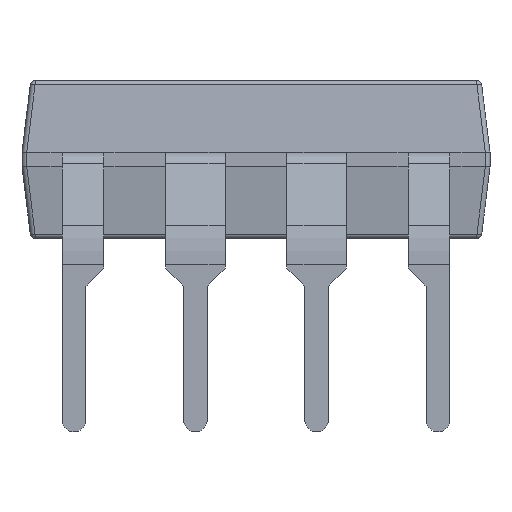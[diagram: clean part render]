
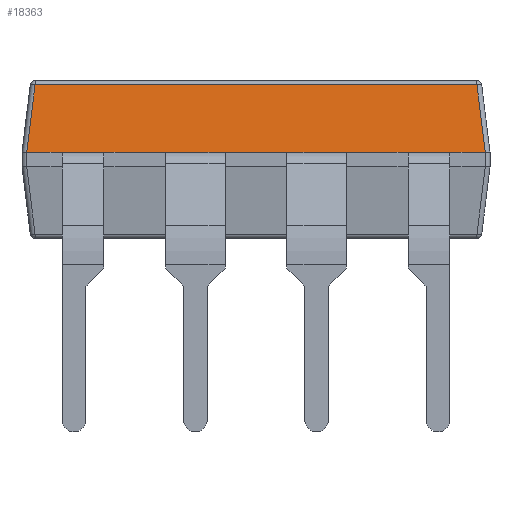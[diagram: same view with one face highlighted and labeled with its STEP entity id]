
A CAD part, front view. The second image highlights one B-rep face of the part: STEP entity #18363.
In plain terms, the highlighted planar face has unit normal (0, -0.993, 0.122).
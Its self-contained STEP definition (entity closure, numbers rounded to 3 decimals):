
#167 = CARTESIAN_POINT ( 'NONE',  ( 3.185, -3.3, 1.8 ) ) ;
#432 = DIRECTION ( 'NONE',  ( 0., 0.993, -0.122 ) ) ;
#713 = EDGE_CURVE ( 'NONE', #5830, #2966, #26784, .T. ) ;
#730 = PLANE ( 'NONE',  #7263 ) ;
#1218 = DIRECTION ( 'NONE',  ( -1., 0., 0. ) ) ;
#1649 = CARTESIAN_POINT ( 'NONE',  ( 4.8, -3.3, 1.8 ) ) ;
#1919 = CARTESIAN_POINT ( 'NONE',  ( -4.06, -3.3, 1.8 ) ) ;
#2135 = DIRECTION ( 'NONE',  ( -1., 0., 0. ) ) ;
#2204 = CARTESIAN_POINT ( 'NONE',  ( 4.549, -3.048, 3.85 ) ) ;
#2779 =( BOUNDED_CURVE ( )  B_SPLINE_CURVE ( 3, ( #10492, #15143, #1649, #6133 ),
 .UNSPECIFIED., .F., .T. ) 
 B_SPLINE_CURVE_WITH_KNOTS ( ( 4, 4 ),
 ( 0., 0.007 ),
 .UNSPECIFIED. ) 
 CURVE ( )  GEOMETRIC_REPRESENTATION_ITEM ( )  RATIONAL_B_SPLINE_CURVE ( ( 1., 1., 1., 1. ) ) 
 REPRESENTATION_ITEM ( '' )  );
#2859 = ORIENTED_EDGE ( 'NONE', *, *, #20746, .F. ) ;
#2966 = VERTEX_POINT ( 'NONE', #24560 ) ;
#3136 = CARTESIAN_POINT ( 'NONE',  ( 0., -3.116, 3.3 ) ) ;
#3312 = ORIENTED_EDGE ( 'NONE', *, *, #18378, .T. ) ;
#3452 = DIRECTION ( 'NONE',  ( -1., 0., 0. ) ) ;
#3509 = VECTOR ( 'NONE', #13276, 1000. ) ;
#3685 = LINE ( 'NONE', #4387, #22698 ) ;
#3783 = DIRECTION ( 'NONE',  ( -1., 0., 0. ) ) ;
#4387 = CARTESIAN_POINT ( 'NONE',  ( -4.549, -3.048, 3.85 ) ) ;
#4408 = ORIENTED_EDGE ( 'NONE', *, *, #12678, .T. ) ;
#4652 = DIRECTION ( 'NONE',  ( -1., 0., 0. ) ) ;
#4873 = VERTEX_POINT ( 'NONE', #12089 ) ;
#4993 = LINE ( 'NONE', #9490, #25091 ) ;
#5450 = ORIENTED_EDGE ( 'NONE', *, *, #14303, .T. ) ;
#5458 = CARTESIAN_POINT ( 'NONE',  ( -1.895, -3.3, 1.8 ) ) ;
#5524 = ORIENTED_EDGE ( 'NONE', *, *, #25148, .F. ) ;
#5608 = ORIENTED_EDGE ( 'NONE', *, *, #25298, .F. ) ;
#5830 = VERTEX_POINT ( 'NONE', #1919 ) ;
#6069 = VERTEX_POINT ( 'NONE', #26841 ) ;
#6131 = EDGE_CURVE ( 'NONE', #24515, #17057, #29720, .T. ) ;
#6133 = CARTESIAN_POINT ( 'NONE',  ( 4.801, -3.3, 1.8 ) ) ;
#6832 = DIRECTION ( 'NONE',  ( -1., 0., 0. ) ) ;
#7003 = LINE ( 'NONE', #2204, #19155 ) ;
#7263 = AXIS2_PLACEMENT_3D ( 'NONE', #3136, #432, #9599 ) ;
#7539 = VECTOR ( 'NONE', #1218, 1000. ) ;
#8737 = CARTESIAN_POINT ( 'NONE',  ( -4.8, -3.3, 1.8 ) ) ;
#8987 = VERTEX_POINT ( 'NONE', #25145 ) ;
#9137 = VERTEX_POINT ( 'NONE', #5458 ) ;
#9178 = CARTESIAN_POINT ( 'NONE',  ( -4.8, -3.3, 1.8 ) ) ;
#9490 = CARTESIAN_POINT ( 'NONE',  ( 0.645, -3.3, 1.8 ) ) ;
#9493 = EDGE_CURVE ( 'NONE', #11558, #26770, #7003, .T. ) ;
#9566 = VERTEX_POINT ( 'NONE', #25781 ) ;
#9599 = DIRECTION ( 'NONE',  ( 1., 0., 0. ) ) ;
#9931 = VERTEX_POINT ( 'NONE', #29555 ) ;
#10492 = CARTESIAN_POINT ( 'NONE',  ( 4.8, -3.3, 1.8 ) ) ;
#10704 = CARTESIAN_POINT ( 'NONE',  ( -4.435, -3.3, 1.8 ) ) ;
#11558 = VERTEX_POINT ( 'NONE', #21660 ) ;
#12056 = VECTOR ( 'NONE', #3452, 1000. ) ;
#12089 = CARTESIAN_POINT ( 'NONE',  ( -4.801, -3.3, 1.8 ) ) ;
#12262 = ORIENTED_EDGE ( 'NONE', *, *, #24726, .F. ) ;
#12300 = VERTEX_POINT ( 'NONE', #24997 ) ;
#12678 = EDGE_CURVE ( 'NONE', #4873, #2966, #22343, .T. ) ;
#13276 = DIRECTION ( 'NONE',  ( -1., 0., 0. ) ) ;
#13835 = CARTESIAN_POINT ( 'NONE',  ( -4.716, -3.127, 3.212 ) ) ;
#13890 = CARTESIAN_POINT ( 'NONE',  ( -4.9, -3.3, 1.8 ) ) ;
#14303 = EDGE_CURVE ( 'NONE', #8987, #4873, #3685, .T. ) ;
#14456 = VECTOR ( 'NONE', #22277, 1000. ) ;
#14652 = CARTESIAN_POINT ( 'NONE',  ( -4.9, -3.3, 1.8 ) ) ;
#14997 = VECTOR ( 'NONE', #4652, 1000. ) ;
#15074 = ORIENTED_EDGE ( 'NONE', *, *, #20466, .T. ) ;
#15143 = CARTESIAN_POINT ( 'NONE',  ( 4.8, -3.3, 1.8 ) ) ;
#15192 = LINE ( 'NONE', #28922, #14456 ) ;
#15197 = LINE ( 'NONE', #10704, #15432 ) ;
#15432 = VECTOR ( 'NONE', #3783, 1000. ) ;
#15472 = ORIENTED_EDGE ( 'NONE', *, *, #713, .F. ) ;
#16108 = EDGE_CURVE ( 'NONE', #29666, #9137, #15192, .T. ) ;
#16683 = CARTESIAN_POINT ( 'NONE',  ( 4.627, -3.127, 3.212 ) ) ;
#17057 = VERTEX_POINT ( 'NONE', #26524 ) ;
#18363 = ADVANCED_FACE ( 'NONE', ( #21335 ), #730, .F. ) ;
#18378 = EDGE_CURVE ( 'NONE', #6069, #11558, #2779, .T. ) ;
#18503 = DIRECTION ( 'NONE',  ( -0.121, -0.121, -0.985 ) ) ;
#18632 = LINE ( 'NONE', #13835, #14997 ) ;
#18755 = CARTESIAN_POINT ( 'NONE',  ( -0.645, -3.3, 1.8 ) ) ;
#19155 = VECTOR ( 'NONE', #20236, 1000. ) ;
#19328 = EDGE_CURVE ( 'NONE', #12300, #29666, #27249, .T. ) ;
#19449 = EDGE_CURVE ( 'NONE', #17057, #12300, #4993, .T. ) ;
#19674 = LINE ( 'NONE', #21793, #12056 ) ;
#20236 = DIRECTION ( 'NONE',  ( -0.121, 0.121, 0.985 ) ) ;
#20405 = DIRECTION ( 'NONE',  ( -1., 0., 0. ) ) ;
#20466 = EDGE_CURVE ( 'NONE', #26770, #8987, #18632, .T. ) ;
#20598 = CARTESIAN_POINT ( 'NONE',  ( -4.801, -3.3, 1.8 ) ) ;
#20714 = LINE ( 'NONE', #14652, #25082 ) ;
#20746 = EDGE_CURVE ( 'NONE', #6069, #9931, #20714, .T. ) ;
#21335 = FACE_OUTER_BOUND ( 'NONE', #27999, .T. ) ;
#21459 = ORIENTED_EDGE ( 'NONE', *, *, #6131, .F. ) ;
#21660 = CARTESIAN_POINT ( 'NONE',  ( 4.801, -3.3, 1.8 ) ) ;
#21793 = CARTESIAN_POINT ( 'NONE',  ( -4.9, -3.3, 1.8 ) ) ;
#21811 = ORIENTED_EDGE ( 'NONE', *, *, #19449, .F. ) ;
#22277 = DIRECTION ( 'NONE',  ( -1., 0., 0. ) ) ;
#22343 =( BOUNDED_CURVE ( )  B_SPLINE_CURVE ( 3, ( #20598, #9178, #29382, #8737 ),
 .UNSPECIFIED., .F., .T. ) 
 B_SPLINE_CURVE_WITH_KNOTS ( ( 4, 4 ),
 ( 6.276, 6.283 ),
 .UNSPECIFIED. ) 
 CURVE ( )  GEOMETRIC_REPRESENTATION_ITEM ( )  RATIONAL_B_SPLINE_CURVE ( ( 1., 1., 1., 1. ) ) 
 REPRESENTATION_ITEM ( '' )  );
#22696 = ORIENTED_EDGE ( 'NONE', *, *, #16108, .F. ) ;
#22698 = VECTOR ( 'NONE', #18503, 1000. ) ;
#22815 = ORIENTED_EDGE ( 'NONE', *, *, #19328, .F. ) ;
#23131 = VECTOR ( 'NONE', #2135, 1000. ) ;
#24515 = VERTEX_POINT ( 'NONE', #27373 ) ;
#24560 = CARTESIAN_POINT ( 'NONE',  ( -4.8, -3.3, 1.8 ) ) ;
#24672 = CARTESIAN_POINT ( 'NONE',  ( -4.9, -3.3, 1.8 ) ) ;
#24685 = LINE ( 'NONE', #167, #23131 ) ;
#24726 = EDGE_CURVE ( 'NONE', #9137, #9566, #19674, .T. ) ;
#24989 = CARTESIAN_POINT ( 'NONE',  ( -4.9, -3.3, 1.8 ) ) ;
#24997 = CARTESIAN_POINT ( 'NONE',  ( 0.645, -3.3, 1.8 ) ) ;
#25082 = VECTOR ( 'NONE', #20405, 1000. ) ;
#25091 = VECTOR ( 'NONE', #27567, 1000. ) ;
#25145 = CARTESIAN_POINT ( 'NONE',  ( -4.627, -3.127, 3.212 ) ) ;
#25148 = EDGE_CURVE ( 'NONE', #9566, #5830, #15197, .T. ) ;
#25298 = EDGE_CURVE ( 'NONE', #9931, #24515, #24685, .T. ) ;
#25781 = CARTESIAN_POINT ( 'NONE',  ( -3.185, -3.3, 1.8 ) ) ;
#26203 = VECTOR ( 'NONE', #6832, 1000. ) ;
#26524 = CARTESIAN_POINT ( 'NONE',  ( 1.895, -3.3, 1.8 ) ) ;
#26770 = VERTEX_POINT ( 'NONE', #16683 ) ;
#26784 = LINE ( 'NONE', #24672, #7539 ) ;
#26841 = CARTESIAN_POINT ( 'NONE',  ( 4.8, -3.3, 1.8 ) ) ;
#27249 = LINE ( 'NONE', #24989, #3509 ) ;
#27373 = CARTESIAN_POINT ( 'NONE',  ( 3.185, -3.3, 1.8 ) ) ;
#27567 = DIRECTION ( 'NONE',  ( -1., 0., 0. ) ) ;
#27999 = EDGE_LOOP ( 'NONE', ( #2859, #3312, #28105, #15074, #5450, #4408, #15472, #5524, #12262, #22696, #22815, #21811, #21459, #5608 ) ) ;
#28105 = ORIENTED_EDGE ( 'NONE', *, *, #9493, .T. ) ;
#28922 = CARTESIAN_POINT ( 'NONE',  ( -1.895, -3.3, 1.8 ) ) ;
#29382 = CARTESIAN_POINT ( 'NONE',  ( -4.8, -3.3, 1.8 ) ) ;
#29555 = CARTESIAN_POINT ( 'NONE',  ( 4.06, -3.3, 1.8 ) ) ;
#29666 = VERTEX_POINT ( 'NONE', #18755 ) ;
#29720 = LINE ( 'NONE', #13890, #26203 ) ;
